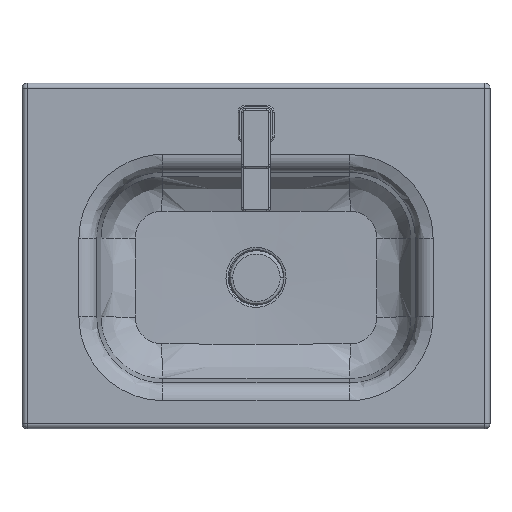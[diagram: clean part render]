
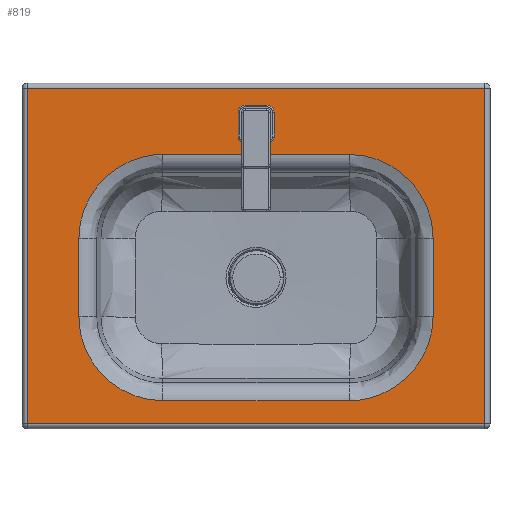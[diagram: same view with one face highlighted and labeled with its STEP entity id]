
A CAD part, top view. The second image highlights one B-rep face of the part: STEP entity #819.
In plain terms, the highlighted planar face has unit normal (0, 0, 1).
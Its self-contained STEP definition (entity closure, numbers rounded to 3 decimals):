
#196=FACE_BOUND('',#1543,.T.);
#197=FACE_BOUND('',#1544,.T.);
#198=FACE_BOUND('',#1545,.T.);
#507=CIRCLE('',#5348,17.5);
#819=ADVANCED_FACE('',(#196,#197,#198),#1118,.T.);
#1118=PLANE('',#5353);
#1543=EDGE_LOOP('',(#2380,#2381,#2382,#2383));
#1544=EDGE_LOOP('',(#2384,#2385,#2386,#2387,#2388,#2389,#2390,#2391));
#1545=EDGE_LOOP('',(#2392));
#1897=B_SPLINE_CURVE_WITH_KNOTS('',3,(#8448,#8449,#8450,#8451,#8452,#8453,
#8454,#8455,#8456,#8457,#8458,#8459,#8460,#8461,#8462,#8463,#8464,#8465),
 .UNSPECIFIED.,.F.,.F.,(4,2,2,2,2,2,2,2,4),(0.,0.125,0.25,0.375,0.5,0.625,
0.75,0.875,1.),.UNSPECIFIED.);
#1900=B_SPLINE_CURVE_WITH_KNOTS('',3,(#8611,#8612,#8613,#8614,#8615,#8616,
#8617,#8618,#8619,#8620,#8621,#8622,#8623,#8624,#8625,#8626,#8627,#8628),
 .UNSPECIFIED.,.F.,.F.,(4,2,2,2,2,2,2,2,4),(0.,0.125,0.25,0.375,0.5,0.625,
0.75,0.875,1.),.UNSPECIFIED.);
#1901=B_SPLINE_CURVE_WITH_KNOTS('',3,(#8722,#8723,#8724,#8725,#8726,#8727,
#8728,#8729,#8730,#8731,#8732,#8733,#8734,#8735,#8736,#8737,#8738,#8739),
 .UNSPECIFIED.,.F.,.F.,(4,2,2,2,2,2,2,2,4),(0.,0.125,0.25,0.375,0.5,0.625,
0.75,0.875,1.),.UNSPECIFIED.);
#1904=B_SPLINE_CURVE_WITH_KNOTS('',3,(#8885,#8886,#8887,#8888,#8889,#8890,
#8891,#8892,#8893,#8894,#8895,#8896,#8897,#8898,#8899,#8900,#8901,#8902),
 .UNSPECIFIED.,.F.,.F.,(4,2,2,2,2,2,2,2,4),(0.,0.125,0.25,0.375,0.5,0.625,
0.75,0.875,1.),.UNSPECIFIED.);
#2380=ORIENTED_EDGE('',*,*,#4306,.T.);
#2381=ORIENTED_EDGE('',*,*,#4307,.T.);
#2382=ORIENTED_EDGE('',*,*,#4308,.T.);
#2383=ORIENTED_EDGE('',*,*,#4309,.T.);
#2384=ORIENTED_EDGE('',*,*,#4211,.T.);
#2385=ORIENTED_EDGE('',*,*,#4205,.T.);
#2386=ORIENTED_EDGE('',*,*,#4207,.T.);
#2387=ORIENTED_EDGE('',*,*,#4213,.T.);
#2388=ORIENTED_EDGE('',*,*,#4219,.T.);
#2389=ORIENTED_EDGE('',*,*,#4225,.T.);
#2390=ORIENTED_EDGE('',*,*,#4223,.T.);
#2391=ORIENTED_EDGE('',*,*,#4217,.T.);
#2392=ORIENTED_EDGE('',*,*,#4303,.F.);
#3736=VERTEX_POINT('',#8437);
#3739=VERTEX_POINT('',#8442);
#3741=VERTEX_POINT('',#8447);
#3742=VERTEX_POINT('',#8577);
#3745=VERTEX_POINT('',#8709);
#3746=VERTEX_POINT('',#8714);
#3749=VERTEX_POINT('',#8721);
#3750=VERTEX_POINT('',#8851);
#3808=VERTEX_POINT('',#11180);
#3811=VERTEX_POINT('',#11188);
#3812=VERTEX_POINT('',#11189);
#3813=VERTEX_POINT('',#11191);
#3814=VERTEX_POINT('',#11193);
#4205=EDGE_CURVE('',#3736,#3739,#4903,.T.);
#4207=EDGE_CURVE('',#3739,#3741,#1897,.T.);
#4211=EDGE_CURVE('',#3742,#3736,#1900,.T.);
#4213=EDGE_CURVE('',#3741,#3745,#4904,.T.);
#4217=EDGE_CURVE('',#3746,#3742,#4907,.T.);
#4219=EDGE_CURVE('',#3745,#3749,#1901,.T.);
#4223=EDGE_CURVE('',#3750,#3746,#1904,.T.);
#4225=EDGE_CURVE('',#3749,#3750,#4909,.T.);
#4303=EDGE_CURVE('',#3808,#3808,#507,.T.);
#4306=EDGE_CURVE('',#3811,#3812,#4922,.T.);
#4307=EDGE_CURVE('',#3812,#3813,#4923,.T.);
#4308=EDGE_CURVE('',#3813,#3814,#4924,.T.);
#4309=EDGE_CURVE('',#3814,#3811,#4925,.T.);
#4903=LINE('',#8443,#5115);
#4904=LINE('',#8710,#5116);
#4907=LINE('',#8717,#5119);
#4909=LINE('',#8982,#5121);
#4922=LINE('',#11187,#5134);
#4923=LINE('',#11190,#5135);
#4924=LINE('',#11192,#5136);
#4925=LINE('',#11194,#5137);
#5115=VECTOR('',#5885,1.);
#5116=VECTOR('',#5894,1.);
#5119=VECTOR('',#5901,1.);
#5121=VECTOR('',#5909,1.);
#5134=VECTOR('',#5980,1.);
#5135=VECTOR('',#5981,1.);
#5136=VECTOR('',#5982,1.);
#5137=VECTOR('',#5983,1.);
#5348=AXIS2_PLACEMENT_3D('',#11179,#5970,#5971);
#5353=AXIS2_PLACEMENT_3D('',#11195,#5984,#5985);
#5885=DIRECTION('',(0.,1.,0.));
#5894=DIRECTION('',(1.,0.,0.));
#5901=DIRECTION('',(-1.,0.,0.));
#5909=DIRECTION('',(0.,-1.,0.));
#5970=DIRECTION('',(0.,0.,1.));
#5971=DIRECTION('',(1.,0.,0.));
#5980=DIRECTION('',(0.,1.,0.));
#5981=DIRECTION('',(-1.,0.,0.));
#5982=DIRECTION('',(0.,-1.,0.));
#5983=DIRECTION('',(1.,0.,0.));
#5984=DIRECTION('',(0.,0.,1.));
#5985=DIRECTION('',(1.,0.,0.));
#8437=CARTESIAN_POINT('',(-245.977,-324.344,0.));
#8442=CARTESIAN_POINT('',(-245.977,-215.617,0.));
#8443=CARTESIAN_POINT('',(-245.977,-215.606,0.));
#8447=CARTESIAN_POINT('',(-129.383,-99.023,0.));
#8448=CARTESIAN_POINT('',(-245.977,-215.617,0.));
#8449=CARTESIAN_POINT('',(-245.977,-207.926,0.));
#8450=CARTESIAN_POINT('',(-245.206,-200.321,0.));
#8451=CARTESIAN_POINT('',(-242.154,-185.282,0.));
#8452=CARTESIAN_POINT('',(-239.888,-177.971,0.));
#8453=CARTESIAN_POINT('',(-234.025,-163.993,0.));
#8454=CARTESIAN_POINT('',(-230.387,-157.238,0.));
#8455=CARTESIAN_POINT('',(-221.839,-144.533,0.));
#8456=CARTESIAN_POINT('',(-217.009,-138.68,0.));
#8457=CARTESIAN_POINT('',(-206.269,-127.946,0.));
#8458=CARTESIAN_POINT('',(-200.287,-123.026,0.));
#8459=CARTESIAN_POINT('',(-187.643,-114.547,0.));
#8460=CARTESIAN_POINT('',(-180.965,-110.95,0.));
#8461=CARTESIAN_POINT('',(-166.89,-105.06,0.));
#8462=CARTESIAN_POINT('',(-159.504,-102.794,0.));
#8463=CARTESIAN_POINT('',(-144.635,-99.793,0.));
#8464=CARTESIAN_POINT('',(-137.075,-99.023,0.));
#8465=CARTESIAN_POINT('',(-129.383,-99.023,0.));
#8577=CARTESIAN_POINT('',(-129.344,-440.977,0.));
#8611=CARTESIAN_POINT('',(-129.344,-440.977,0.));
#8612=CARTESIAN_POINT('',(-137.038,-440.977,0.));
#8613=CARTESIAN_POINT('',(-144.645,-440.206,0.));
#8614=CARTESIAN_POINT('',(-159.689,-437.153,0.));
#8615=CARTESIAN_POINT('',(-167.003,-434.887,0.));
#8616=CARTESIAN_POINT('',(-180.986,-429.023,0.));
#8617=CARTESIAN_POINT('',(-187.744,-425.383,0.));
#8618=CARTESIAN_POINT('',(-200.454,-416.833,0.));
#8619=CARTESIAN_POINT('',(-206.309,-412.002,0.));
#8620=CARTESIAN_POINT('',(-217.047,-401.258,0.));
#8621=CARTESIAN_POINT('',(-221.968,-395.273,0.));
#8622=CARTESIAN_POINT('',(-230.45,-382.624,0.));
#8623=CARTESIAN_POINT('',(-234.047,-375.945,0.));
#8624=CARTESIAN_POINT('',(-239.939,-361.864,0.));
#8625=CARTESIAN_POINT('',(-242.205,-354.475,0.));
#8626=CARTESIAN_POINT('',(-245.206,-339.601,0.));
#8627=CARTESIAN_POINT('',(-245.977,-332.039,0.));
#8628=CARTESIAN_POINT('',(-245.977,-324.344,0.));
#8709=CARTESIAN_POINT('',(129.383,-99.023,0.));
#8710=CARTESIAN_POINT('',(0.,-99.023,0.));
#8714=CARTESIAN_POINT('',(129.344,-440.977,0.));
#8717=CARTESIAN_POINT('',(-129.376,-440.977,0.));
#8721=CARTESIAN_POINT('',(245.977,-215.617,0.));
#8722=CARTESIAN_POINT('',(129.383,-99.023,0.));
#8723=CARTESIAN_POINT('',(137.074,-99.023,0.));
#8724=CARTESIAN_POINT('',(144.679,-99.794,0.));
#8725=CARTESIAN_POINT('',(159.718,-102.846,0.));
#8726=CARTESIAN_POINT('',(167.029,-105.112,0.));
#8727=CARTESIAN_POINT('',(181.007,-110.975,0.));
#8728=CARTESIAN_POINT('',(187.762,-114.613,0.));
#8729=CARTESIAN_POINT('',(200.467,-123.161,0.));
#8730=CARTESIAN_POINT('',(206.32,-127.991,0.));
#8731=CARTESIAN_POINT('',(217.054,-138.731,0.));
#8732=CARTESIAN_POINT('',(221.974,-144.713,0.));
#8733=CARTESIAN_POINT('',(230.453,-157.357,0.));
#8734=CARTESIAN_POINT('',(234.05,-164.035,0.));
#8735=CARTESIAN_POINT('',(239.94,-178.11,0.));
#8736=CARTESIAN_POINT('',(242.206,-185.496,0.));
#8737=CARTESIAN_POINT('',(245.207,-200.365,0.));
#8738=CARTESIAN_POINT('',(245.977,-207.925,0.));
#8739=CARTESIAN_POINT('',(245.977,-215.617,0.));
#8851=CARTESIAN_POINT('',(245.977,-324.344,0.));
#8885=CARTESIAN_POINT('',(245.977,-324.344,0.));
#8886=CARTESIAN_POINT('',(245.977,-332.038,0.));
#8887=CARTESIAN_POINT('',(245.206,-339.645,0.));
#8888=CARTESIAN_POINT('',(242.153,-354.689,0.));
#8889=CARTESIAN_POINT('',(239.887,-362.003,0.));
#8890=CARTESIAN_POINT('',(234.023,-375.986,0.));
#8891=CARTESIAN_POINT('',(230.383,-382.744,0.));
#8892=CARTESIAN_POINT('',(221.833,-395.454,0.));
#8893=CARTESIAN_POINT('',(217.002,-401.309,0.));
#8894=CARTESIAN_POINT('',(206.258,-412.047,0.));
#8895=CARTESIAN_POINT('',(200.273,-416.968,0.));
#8896=CARTESIAN_POINT('',(187.624,-425.45,0.));
#8897=CARTESIAN_POINT('',(180.945,-429.047,0.));
#8898=CARTESIAN_POINT('',(166.864,-434.939,0.));
#8899=CARTESIAN_POINT('',(159.475,-437.205,0.));
#8900=CARTESIAN_POINT('',(144.601,-440.206,0.));
#8901=CARTESIAN_POINT('',(137.039,-440.977,0.));
#8902=CARTESIAN_POINT('',(129.344,-440.977,0.));
#8982=CARTESIAN_POINT('',(245.977,-324.376,0.));
#11179=CARTESIAN_POINT('',(0.,-60.,0.));
#11180=CARTESIAN_POINT('',(17.5,-60.,0.));
#11187=CARTESIAN_POINT('',(318.,0.,0.));
#11188=CARTESIAN_POINT('',(318.,-473.,0.));
#11189=CARTESIAN_POINT('',(318.,-7.,0.));
#11190=CARTESIAN_POINT('',(-325.,-7.,0.));
#11191=CARTESIAN_POINT('',(-318.,-7.,0.));
#11192=CARTESIAN_POINT('',(-318.,-480.,0.));
#11193=CARTESIAN_POINT('',(-318.,-473.,0.));
#11194=CARTESIAN_POINT('',(325.,-473.,0.));
#11195=CARTESIAN_POINT('',(0.,0.,0.));
